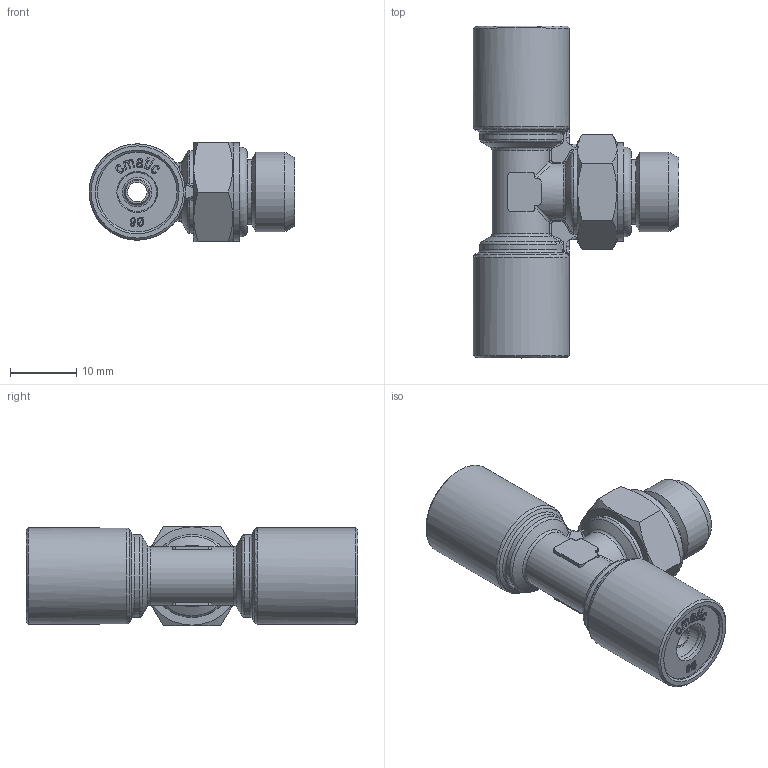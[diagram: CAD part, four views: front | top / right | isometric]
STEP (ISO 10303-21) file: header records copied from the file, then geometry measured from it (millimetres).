
FILE_DESCRIPTION(( 'MAF.21.06.M12X1.5.stp' ), '1');
FILE_NAME( 'MAF.21.06.M12X1.5.stp', '2021-02-19T15:26:59',( 'Sopra'),('sopra-pneumatic.com'), 'SwSTEP 2.0','SolidWorks 2009','' );
FILE_SCHEMA( ( 'CONFIG_CONTROL_DESIGN' ) );
Length unit declared in the file: millimetre
Products named in the file (1): Rivoluzione2
Bounding box: 31 x 50 x 15 mm (x, y, z)
Volume: 7417.7 mm3; surface area: 5511.5 mm2
Topology: 1 solids, 1 shells, 469 faces, 1217 edges, 786 vertices
Faces by surface type: bspline 188, plane 173, cylinder 67, torus 21, cone 20
Full cylindrical faces by diameter (mm): 2.95 x2, 3.85 x2, 4 x1, 5 x1, 6.15 x4, 6.5 x1, 9.8 x1, 12 x3, 14.5 x2, 14.8 x1
Entity records: 22446 total; most frequent: CARTESIAN_POINT 12427, ORIENTED_EDGE 2342, DIRECTION 1498, EDGE_CURVE 1171, VERTEX_POINT 778, LINE 556, VECTOR 556, EDGE_LOOP 546
